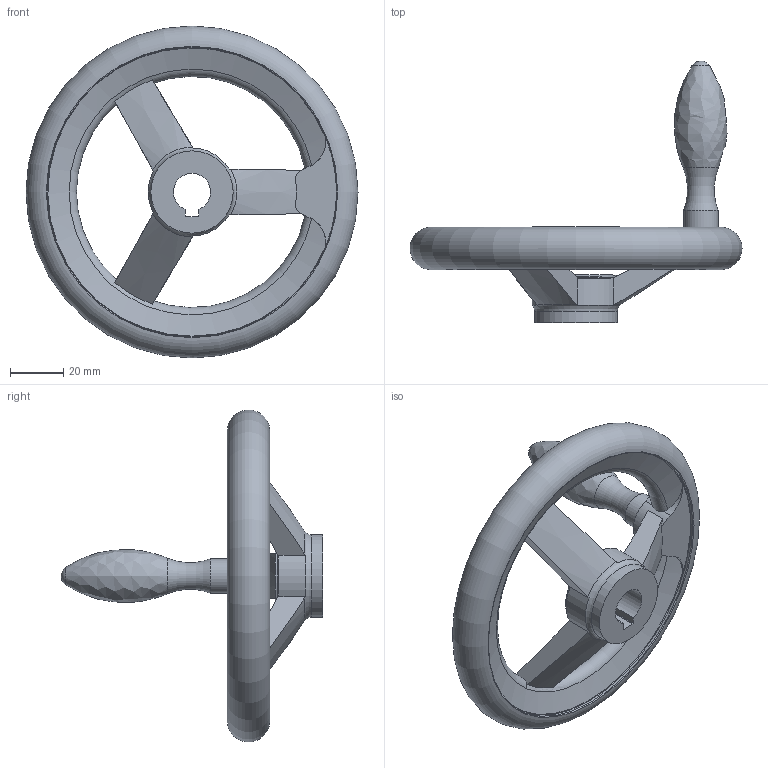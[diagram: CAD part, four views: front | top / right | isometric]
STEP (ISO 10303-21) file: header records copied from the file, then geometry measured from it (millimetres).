
FILE_DESCRIPTION( ( 'STEP AP214' ), '1' );
FILE_NAME( 'K0160.3125X14.stp', '2020-11-26T10:10:06', ( '' ), ( '' ), ' ', 'PARTsolutions', ' ' );
FILE_SCHEMA( ( 'AUTOMOTIVE_DESIGN { 1 0 10303 214 1 1 1 1 }' ) );
Length unit declared in the file: millimetre
Products named in the file (1): _K0160.3125X14
Bounding box: 125 x 98.55 x 125 mm (x, y, z)
Volume: 104813.4 mm3; surface area: 29668.6 mm2
Topology: 1 solids, 1 shells, 50 faces, 145 edges, 93 vertices
Faces by surface type: cylinder 16, torus 13, plane 13, cone 6, bspline 1, sphere 1
Full cylindrical faces by diameter (mm): 13 x1, 31 x2, 109 x2
Entity records: 2285 total; most frequent: CARTESIAN_POINT 687, ORIENTED_EDGE 246, DIRECTION 228, EDGE_CURVE 123, AXIS2_PLACEMENT_3D 102, VERTEX_POINT 89, EDGE_LOOP 70, FACE_OUTER_BOUND 64
